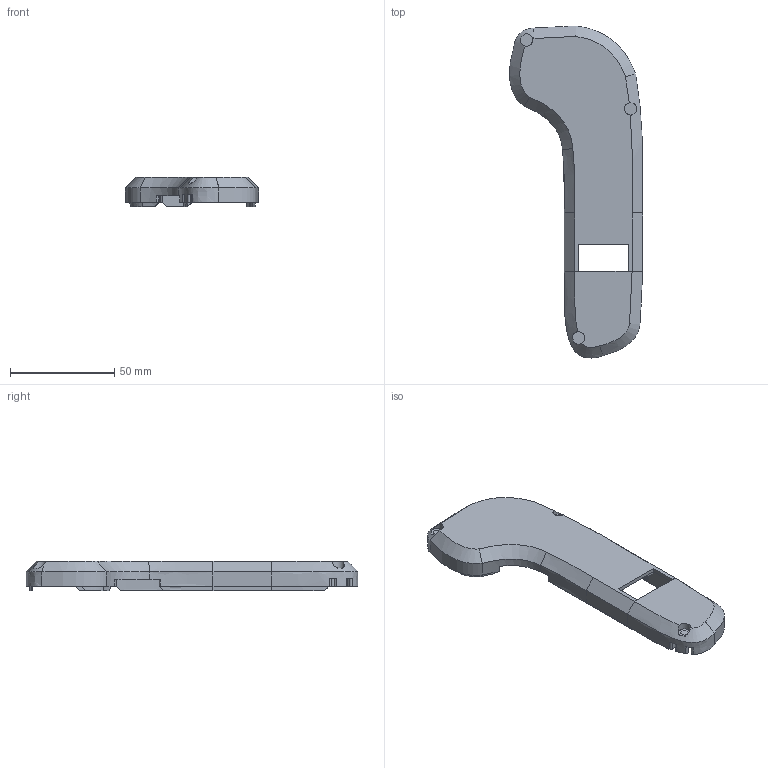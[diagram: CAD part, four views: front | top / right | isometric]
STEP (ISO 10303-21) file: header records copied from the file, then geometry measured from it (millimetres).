
FILE_DESCRIPTION((''),'2;1');
FILE_NAME('ASM0001_ASM','2021-04-28T22:40:21',('18474'),(''),'CREO PARAMETRIC BY PTC INC, 2019010','CREO PARAMETRIC BY PTC INC, 2019010','');
FILE_SCHEMA(('CONFIG_CONTROL_DESIGN'));
Products named in the file (4): SHELLTOP1_MIR; SHELLTOP2_MIR; INSERT_MIR; ASM0001_ASM
Assembly tree (3 placements, depth 2):
  ASM0001_ASM
    SHELLTOP1_MIR
    SHELLTOP2_MIR
    INSERT_MIR
Bounding box: 63.84 x 159.34 x 14 mm (x, y, z)
Volume: 20213.7 mm3; surface area: 21424.3 mm2
Topology: 6 solids, 6 shells, 559 faces, 1590 edges, 1053 vertices
Faces by surface type: plane 456, cylinder 45, extrusion 29, bspline 19, cone 10
Entity records: 19309 total; most frequent: CARTESIAN_POINT 4989, ORIENTED_EDGE 3180, DIRECTION 2573, EDGE_CURVE 1590, VECTOR 1317, LINE 1288, VERTEX_POINT 1053, AXIS2_PLACEMENT_3D 628
